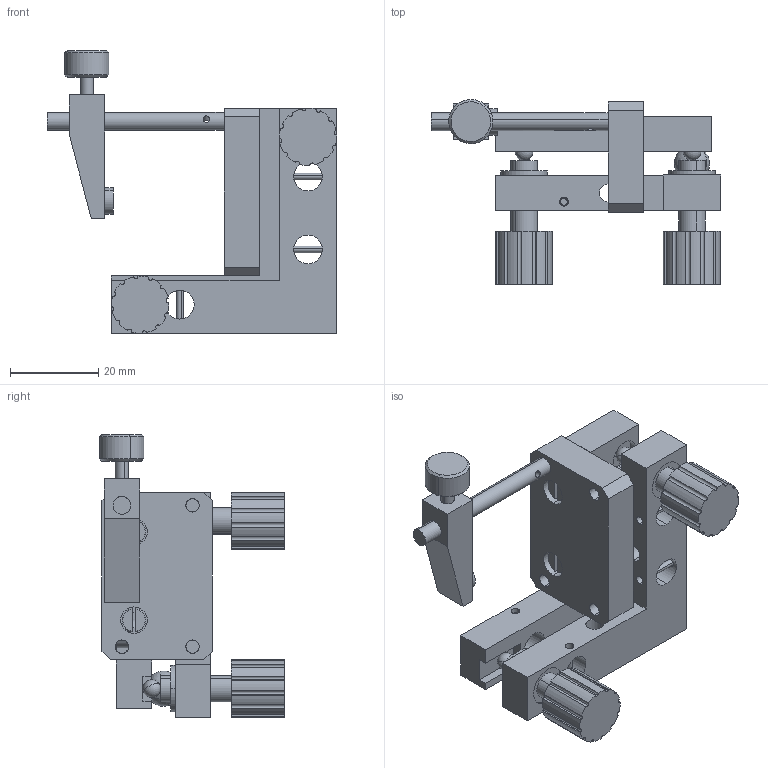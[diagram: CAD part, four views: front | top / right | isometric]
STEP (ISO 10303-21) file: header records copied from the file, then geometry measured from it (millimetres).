
FILE_DESCRIPTION (( 'STEP AP214' ), '1' );
FILE_NAME ('GCM-0702M-三维外形图-20161206.STEP', '2016-12-06T07:06:43', ( 'd' ), ( '' ), 'SwSTEP 2.0', 'SolidWorks 2012', '' );
FILE_SCHEMA (( 'AUTOMOTIVE_DESIGN' ));
Length unit declared in the file: millimetre
Products named in the file (1): GCM-0702M-三维外形图-20161206
Bounding box: 65.5 x 41.75 x 64 mm (x, y, z)
Surface area: 16782.8 mm2 (no closed solid volume)
Topology: 0 solids, 26 shells, 238 faces, 652 edges, 443 vertices
Faces by surface type: cylinder 146, plane 66, cone 16, sphere 6, torus 4
Entity records: 10829 total; most frequent: CARTESIAN_POINT 1962, DIRECTION 1387, ORIENTED_EDGE 1194, EDGE_CURVE 637, AXIS2_PLACEMENT_3D 563, VERTEX_POINT 434, CIRCLE 324, EDGE_LOOP 304
